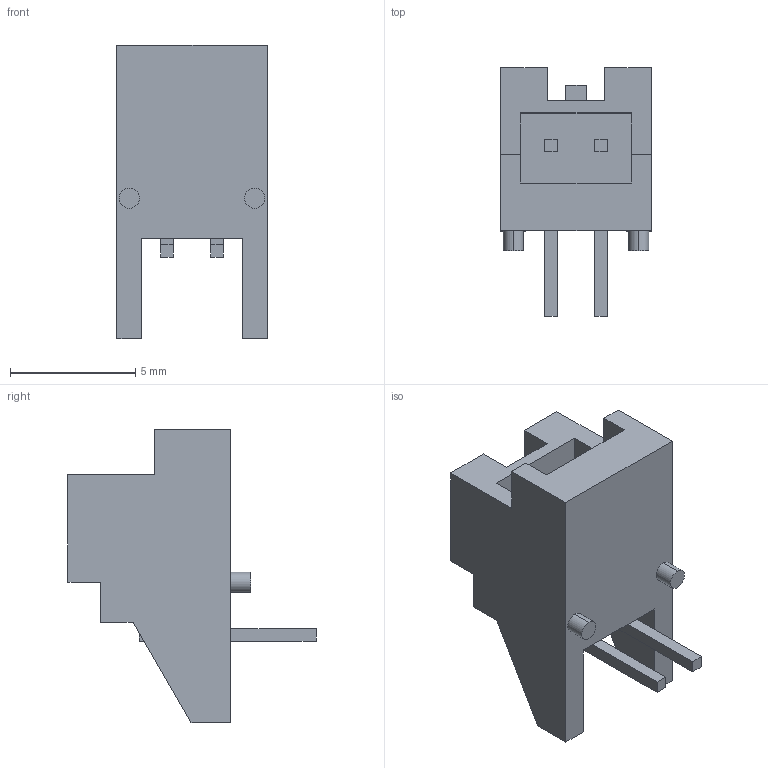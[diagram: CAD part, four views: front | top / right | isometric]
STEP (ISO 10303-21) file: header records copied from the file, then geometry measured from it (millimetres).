
FILE_DESCRIPTION(('FreeCAD Model'),'2;1');
FILE_NAME('Open CASCADE Shape Model','2025-11-20T18:28:44',('Author'),( ''),'Open CASCADE STEP processor 7.8','FreeCAD','Unknown');
FILE_SCHEMA(('AP242_MANAGED_MODEL_BASED_3D_ENGINEERING_MIM_LF. {1 0 10303 442 1 1 4 }'));
Length unit declared in the file: millimetre
Products named in the file (1): Shell
Bounding box: 6 x 9.9 x 11.7 mm (x, y, z)
Surface area: 426.6 mm2 (no closed solid volume)
Topology: 0 solids, 1 shells, 61 faces, 156 edges, 104 vertices
Faces by surface type: plane 57, cylinder 4
Entity records: 1840 total; most frequent: CARTESIAN_POINT 322, ORIENTED_EDGE 312, DIRECTION 288, EDGE_CURVE 156, LINE 148, VECTOR 148, VERTEX_POINT 104, AXIS2_PLACEMENT_3D 70
